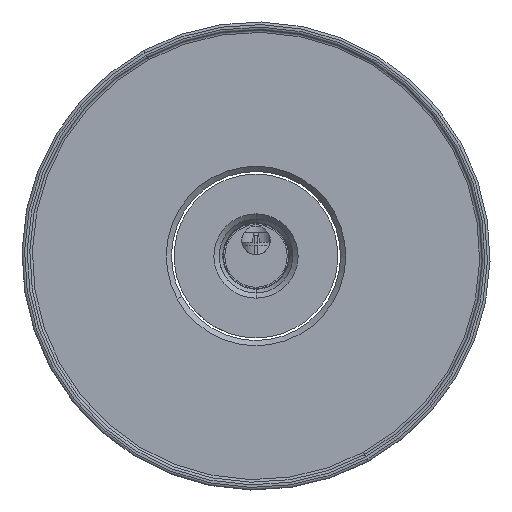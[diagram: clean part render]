
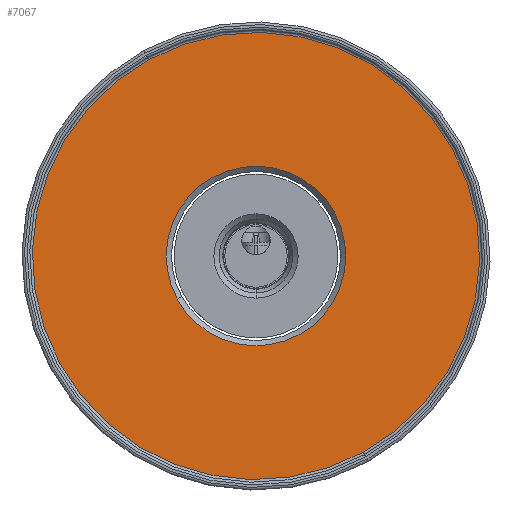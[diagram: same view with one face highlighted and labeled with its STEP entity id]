
A CAD part, front view. The second image highlights one B-rep face of the part: STEP entity #7067.
In plain terms, the highlighted planar face has unit normal (0, -1, 0).
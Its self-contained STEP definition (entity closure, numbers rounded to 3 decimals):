
#6997=CARTESIAN_POINT('Axis2P3D Location',(108.,55.623,0.)) ;
#7001=CARTESIAN_POINT('Vertex',(123.138,55.623,8.27)) ;
#7003=CARTESIAN_POINT('Vertex',(92.862,55.623,-8.27)) ;
#7028=CARTESIAN_POINT('Axis2P3D Location',(108.,55.623,0.)) ;
#7040=CARTESIAN_POINT('Axis2P3D Location',(108.,55.623,-43.5)) ;
#7045=CARTESIAN_POINT('Axis2P3D Location',(108.,55.623,0.)) ;
#7049=CARTESIAN_POINT('Vertex',(87.385,55.623,37.736)) ;
#7051=CARTESIAN_POINT('Vertex',(128.615,55.623,-37.736)) ;
#7054=CARTESIAN_POINT('Axis2P3D Location',(108.,55.623,0.)) ;
#6998=DIRECTION('Axis2P3D Direction',(0.,-1.,0.)) ;
#7029=DIRECTION('Axis2P3D Direction',(0.,-1.,0.)) ;
#7041=DIRECTION('Axis2P3D Direction',(0.,-1.,0.)) ;
#7042=DIRECTION('Axis2P3D XDirection',(1.,0.,0.)) ;
#7046=DIRECTION('Axis2P3D Direction',(0.,-1.,0.)) ;
#7055=DIRECTION('Axis2P3D Direction',(0.,-1.,0.)) ;
#6999=AXIS2_PLACEMENT_3D('Circle Axis2P3D',#6997,#6998,$) ;
#7030=AXIS2_PLACEMENT_3D('Circle Axis2P3D',#7028,#7029,$) ;
#7043=AXIS2_PLACEMENT_3D('Plane Axis2P3D',#7040,#7041,#7042) ;
#7047=AXIS2_PLACEMENT_3D('Circle Axis2P3D',#7045,#7046,$) ;
#7056=AXIS2_PLACEMENT_3D('Circle Axis2P3D',#7054,#7055,$) ;
#7060=ORIENTED_EDGE('',*,*,#7053,.F.) ;
#7061=ORIENTED_EDGE('',*,*,#7058,.F.) ;
#7064=ORIENTED_EDGE('',*,*,#7032,.F.) ;
#7065=ORIENTED_EDGE('',*,*,#7005,.F.) ;
#7066=FACE_BOUND('',#7063,.T.) ;
#7067=ADVANCED_FACE('PartBody',(#7062,#7066),#7044,.T.) ;
#7000=CIRCLE('generated circle',#6999,17.25) ;
#7031=CIRCLE('generated circle',#7030,17.25) ;
#7048=CIRCLE('generated circle',#7047,43.) ;
#7057=CIRCLE('generated circle',#7056,43.) ;
#7005=EDGE_CURVE('',#7002,#7004,#7000,.T.) ;
#7032=EDGE_CURVE('',#7004,#7002,#7031,.T.) ;
#7053=EDGE_CURVE('',#7050,#7052,#7048,.F.) ;
#7058=EDGE_CURVE('',#7052,#7050,#7057,.F.) ;
#7059=EDGE_LOOP('',(#7060,#7061)) ;
#7063=EDGE_LOOP('',(#7064,#7065)) ;
#7062=FACE_OUTER_BOUND('',#7059,.T.) ;
#7044=PLANE('',#7043) ;
#7002=VERTEX_POINT('',#7001) ;
#7004=VERTEX_POINT('',#7003) ;
#7050=VERTEX_POINT('',#7049) ;
#7052=VERTEX_POINT('',#7051) ;
